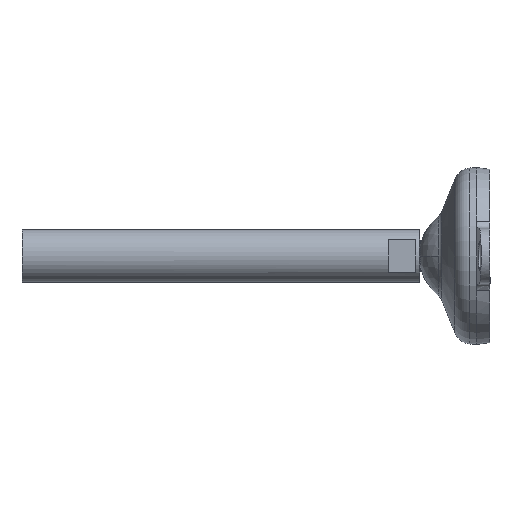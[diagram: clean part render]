
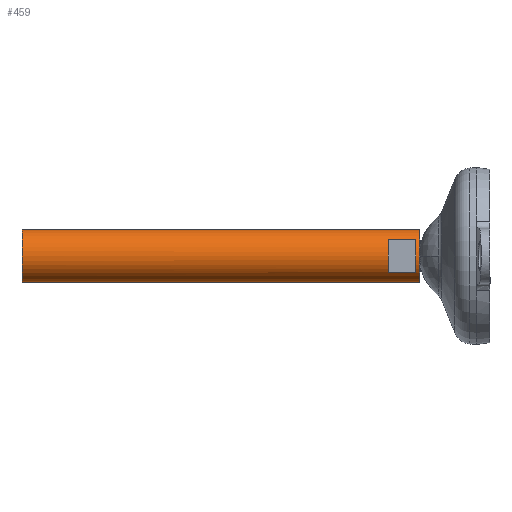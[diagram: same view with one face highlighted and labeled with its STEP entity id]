
A CAD part, left-side view. The second image highlights one B-rep face of the part: STEP entity #459.
In plain terms, the highlighted cylindrical face has radius 12 mm (diameter 24 mm), a partial arc.
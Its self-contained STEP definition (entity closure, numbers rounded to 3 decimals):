
#12 = CYLINDRICAL_SURFACE ( 'NONE', #783, 12. ) ;
#64 = LINE ( 'NONE', #201, #419 ) ;
#67 = DIRECTION ( 'NONE',  ( 0., 0., -1. ) ) ;
#68 = VERTEX_POINT ( 'NONE', #1380 ) ;
#113 = CARTESIAN_POINT ( 'NONE',  ( 0., 32., 0. ) ) ;
#143 = ORIENTED_EDGE ( 'NONE', *, *, #1482, .T. ) ;
#144 = VERTEX_POINT ( 'NONE', #416 ) ;
#147 = CARTESIAN_POINT ( 'NONE',  ( -9.5, 46., 7.331 ) ) ;
#150 = CIRCLE ( 'NONE', #1029, 12. ) ;
#201 = CARTESIAN_POINT ( 'NONE',  ( 0., 0., 12. ) ) ;
#221 = CARTESIAN_POINT ( 'NONE',  ( -9.5, 33.5, 7.331 ) ) ;
#278 = ORIENTED_EDGE ( 'NONE', *, *, #1345, .T. ) ;
#305 = VERTEX_POINT ( 'NONE', #507 ) ;
#306 = CARTESIAN_POINT ( 'NONE',  ( 0., 0., -12. ) ) ;
#339 = EDGE_LOOP ( 'NONE', ( #941, #1185, #278, #786 ) ) ;
#354 = VERTEX_POINT ( 'NONE', #1478 ) ;
#412 = LINE ( 'NONE', #306, #703 ) ;
#416 = CARTESIAN_POINT ( 'NONE',  ( 0., 211.5, 12. ) ) ;
#419 = VECTOR ( 'NONE', #804, 1000. ) ;
#455 = LINE ( 'NONE', #721, #1133 ) ;
#459 = ADVANCED_FACE ( 'NONE', ( #1529, #840 ), #12, .T. ) ;
#462 = EDGE_CURVE ( 'NONE', #144, #1217, #906, .T. ) ;
#464 = CARTESIAN_POINT ( 'NONE',  ( -9.5, 46., -7.331 ) ) ;
#489 = DIRECTION ( 'NONE',  ( 0., -1., 0. ) ) ;
#507 = CARTESIAN_POINT ( 'NONE',  ( 0., 32., -12. ) ) ;
#525 = AXIS2_PLACEMENT_3D ( 'NONE', #113, #1068, #1201 ) ;
#562 = CARTESIAN_POINT ( 'NONE',  ( 0., 33.5, 0. ) ) ;
#595 = EDGE_CURVE ( 'NONE', #1515, #68, #150, .T. ) ;
#602 = DIRECTION ( 'NONE',  ( 0., 0., -1. ) ) ;
#620 = DIRECTION ( 'NONE',  ( 0., -1., 0. ) ) ;
#642 = LINE ( 'NONE', #1125, #1540 ) ;
#691 = CARTESIAN_POINT ( 'NONE',  ( 0., 46., 0. ) ) ;
#703 = VECTOR ( 'NONE', #1026, 1000. ) ;
#721 = CARTESIAN_POINT ( 'NONE',  ( -9.5, 0., 7.331 ) ) ;
#783 = AXIS2_PLACEMENT_3D ( 'NONE', #1099, #620, #1428 ) ;
#786 = ORIENTED_EDGE ( 'NONE', *, *, #1124, .F. ) ;
#804 = DIRECTION ( 'NONE',  ( 0., -1., 0. ) ) ;
#840 = FACE_BOUND ( 'NONE', #1328, .T. ) ;
#886 = AXIS2_PLACEMENT_3D ( 'NONE', #691, #1480, #1402 ) ;
#906 = CIRCLE ( 'NONE', #1106, 12. ) ;
#921 = VERTEX_POINT ( 'NONE', #147 ) ;
#941 = ORIENTED_EDGE ( 'NONE', *, *, #1087, .F. ) ;
#1005 = DIRECTION ( 'NONE',  ( 0., 1., 0. ) ) ;
#1014 = ORIENTED_EDGE ( 'NONE', *, *, #1282, .T. ) ;
#1026 = DIRECTION ( 'NONE',  ( 0., -1., 0. ) ) ;
#1029 = AXIS2_PLACEMENT_3D ( 'NONE', #562, #1396, #67 ) ;
#1064 = ORIENTED_EDGE ( 'NONE', *, *, #1079, .T. ) ;
#1068 = DIRECTION ( 'NONE',  ( 0., -1., 0. ) ) ;
#1079 = EDGE_CURVE ( 'NONE', #1150, #921, #1395, .T. ) ;
#1087 = EDGE_CURVE ( 'NONE', #144, #354, #64, .T. ) ;
#1099 = CARTESIAN_POINT ( 'NONE',  ( 0., 0., 0. ) ) ;
#1106 = AXIS2_PLACEMENT_3D ( 'NONE', #1535, #489, #602 ) ;
#1109 = CARTESIAN_POINT ( 'NONE',  ( 0., 211.5, -12. ) ) ;
#1124 = EDGE_CURVE ( 'NONE', #354, #305, #1349, .T. ) ;
#1125 = CARTESIAN_POINT ( 'NONE',  ( -9.5, 0., -7.331 ) ) ;
#1133 = VECTOR ( 'NONE', #1198, 1000. ) ;
#1150 = VERTEX_POINT ( 'NONE', #464 ) ;
#1185 = ORIENTED_EDGE ( 'NONE', *, *, #462, .T. ) ;
#1198 = DIRECTION ( 'NONE',  ( 0., -1., 0. ) ) ;
#1201 = DIRECTION ( 'NONE',  ( 0., 0., -1. ) ) ;
#1217 = VERTEX_POINT ( 'NONE', #1109 ) ;
#1282 = EDGE_CURVE ( 'NONE', #68, #1150, #642, .T. ) ;
#1328 = EDGE_LOOP ( 'NONE', ( #1014, #1064, #143, #1501 ) ) ;
#1345 = EDGE_CURVE ( 'NONE', #1217, #305, #412, .T. ) ;
#1349 = CIRCLE ( 'NONE', #525, 12. ) ;
#1380 = CARTESIAN_POINT ( 'NONE',  ( -9.5, 33.5, -7.331 ) ) ;
#1395 = CIRCLE ( 'NONE', #886, 12. ) ;
#1396 = DIRECTION ( 'NONE',  ( 0., -1., 0. ) ) ;
#1402 = DIRECTION ( 'NONE',  ( 0., 0., 1. ) ) ;
#1428 = DIRECTION ( 'NONE',  ( 0., 0., -1. ) ) ;
#1478 = CARTESIAN_POINT ( 'NONE',  ( 0., 32., 12. ) ) ;
#1480 = DIRECTION ( 'NONE',  ( 0., 1., 0. ) ) ;
#1482 = EDGE_CURVE ( 'NONE', #921, #1515, #455, .T. ) ;
#1501 = ORIENTED_EDGE ( 'NONE', *, *, #595, .T. ) ;
#1515 = VERTEX_POINT ( 'NONE', #221 ) ;
#1529 = FACE_OUTER_BOUND ( 'NONE', #339, .T. ) ;
#1535 = CARTESIAN_POINT ( 'NONE',  ( 0., 211.5, 0. ) ) ;
#1540 = VECTOR ( 'NONE', #1005, 1000. ) ;
